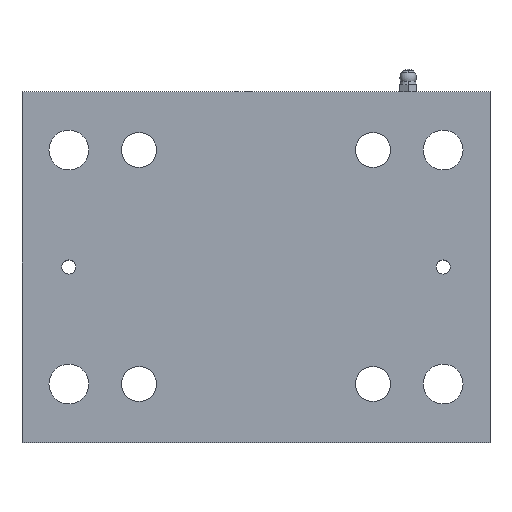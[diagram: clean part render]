
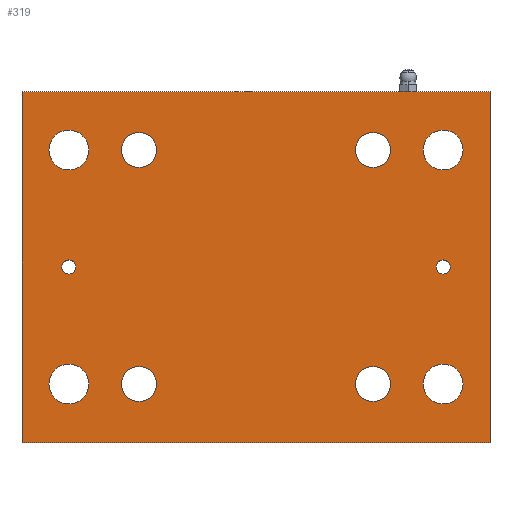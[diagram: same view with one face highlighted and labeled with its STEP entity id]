
A CAD part, top view. The second image highlights one B-rep face of the part: STEP entity #319.
In plain terms, the highlighted planar face has unit normal (0, 0, 1).
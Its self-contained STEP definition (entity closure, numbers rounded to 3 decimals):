
#319=ADVANCED_FACE('',(#590,#591,#592,#593,#594,#595,#596,#597,#598,#599,#600),#601,.T.);
#590=FACE_BOUND('',#920,.T.);
#591=FACE_BOUND('',#921,.T.);
#592=FACE_BOUND('',#922,.T.);
#593=FACE_BOUND('',#923,.T.);
#594=FACE_BOUND('',#924,.T.);
#595=FACE_BOUND('',#925,.T.);
#596=FACE_BOUND('',#926,.T.);
#597=FACE_BOUND('',#927,.T.);
#598=FACE_BOUND('',#928,.T.);
#599=FACE_BOUND('',#929,.T.);
#600=FACE_OUTER_BOUND('',#930,.T.);
#601=PLANE('',#931);
#920=EDGE_LOOP('',(#1821,#1822));
#921=EDGE_LOOP('',(#1823,#1824));
#922=EDGE_LOOP('',(#1825,#1826));
#923=EDGE_LOOP('',(#1827,#1828));
#924=EDGE_LOOP('',(#1829,#1830));
#925=EDGE_LOOP('',(#1831,#1832));
#926=EDGE_LOOP('',(#1833,#1834));
#927=EDGE_LOOP('',(#1835,#1836));
#928=EDGE_LOOP('',(#1837,#1838));
#929=EDGE_LOOP('',(#1839,#1840));
#930=EDGE_LOOP('',(#1841,#1842,#1843,#1844));
#931=AXIS2_PLACEMENT_3D('',#1845,#1846,#1847);
#1821=ORIENTED_EDGE('',*,*,#2398,.T.);
#1822=ORIENTED_EDGE('',*,*,#2402,.T.);
#1823=ORIENTED_EDGE('',*,*,#2394,.T.);
#1824=ORIENTED_EDGE('',*,*,#2404,.T.);
#1825=ORIENTED_EDGE('',*,*,#2390,.T.);
#1826=ORIENTED_EDGE('',*,*,#2406,.T.);
#1827=ORIENTED_EDGE('',*,*,#2386,.T.);
#1828=ORIENTED_EDGE('',*,*,#2408,.T.);
#1829=ORIENTED_EDGE('',*,*,#2382,.T.);
#1830=ORIENTED_EDGE('',*,*,#2410,.T.);
#1831=ORIENTED_EDGE('',*,*,#2378,.T.);
#1832=ORIENTED_EDGE('',*,*,#2412,.T.);
#1833=ORIENTED_EDGE('',*,*,#2374,.T.);
#1834=ORIENTED_EDGE('',*,*,#2414,.T.);
#1835=ORIENTED_EDGE('',*,*,#2370,.T.);
#1836=ORIENTED_EDGE('',*,*,#2416,.T.);
#1837=ORIENTED_EDGE('',*,*,#2366,.T.);
#1838=ORIENTED_EDGE('',*,*,#2418,.T.);
#1839=ORIENTED_EDGE('',*,*,#2362,.T.);
#1840=ORIENTED_EDGE('',*,*,#2420,.T.);
#1841=ORIENTED_EDGE('',*,*,#2421,.T.);
#1842=ORIENTED_EDGE('',*,*,#2422,.T.);
#1843=ORIENTED_EDGE('',*,*,#2423,.T.);
#1844=ORIENTED_EDGE('',*,*,#2424,.T.);
#1845=CARTESIAN_POINT('',(0.0,0.0,20.5));
#1846=DIRECTION('',(0.0,0.0,1.0));
#1847=DIRECTION('',(1.0,0.0,0.0));
#2362=EDGE_CURVE('',#2851,#2848,#2852,.T.);
#2366=EDGE_CURVE('',#2859,#2856,#2860,.T.);
#2370=EDGE_CURVE('',#2867,#2864,#2868,.T.);
#2374=EDGE_CURVE('',#2875,#2872,#2876,.T.);
#2378=EDGE_CURVE('',#2883,#2880,#2884,.T.);
#2382=EDGE_CURVE('',#2891,#2888,#2892,.T.);
#2386=EDGE_CURVE('',#2899,#2896,#2900,.T.);
#2390=EDGE_CURVE('',#2907,#2904,#2908,.T.);
#2394=EDGE_CURVE('',#2915,#2912,#2916,.T.);
#2398=EDGE_CURVE('',#2923,#2920,#2924,.T.);
#2402=EDGE_CURVE('',#2920,#2923,#2929,.T.);
#2404=EDGE_CURVE('',#2912,#2915,#2931,.T.);
#2406=EDGE_CURVE('',#2904,#2907,#2933,.T.);
#2408=EDGE_CURVE('',#2896,#2899,#2935,.T.);
#2410=EDGE_CURVE('',#2888,#2891,#2937,.T.);
#2412=EDGE_CURVE('',#2880,#2883,#2939,.T.);
#2414=EDGE_CURVE('',#2872,#2875,#2941,.T.);
#2416=EDGE_CURVE('',#2864,#2867,#2943,.T.);
#2418=EDGE_CURVE('',#2856,#2859,#2945,.T.);
#2420=EDGE_CURVE('',#2848,#2851,#2947,.T.);
#2421=EDGE_CURVE('',#2948,#2949,#2950,.T.);
#2422=EDGE_CURVE('',#2949,#2951,#2952,.T.);
#2423=EDGE_CURVE('',#2951,#2953,#2954,.T.);
#2424=EDGE_CURVE('',#2953,#2948,#2955,.T.);
#2848=VERTEX_POINT('',#3850);
#2851=VERTEX_POINT('',#3854);
#2852=CIRCLE('',#3855,8.5);
#2856=VERTEX_POINT('',#3860);
#2859=VERTEX_POINT('',#3864);
#2860=CIRCLE('',#3865,8.5);
#2864=VERTEX_POINT('',#3870);
#2867=VERTEX_POINT('',#3874);
#2868=CIRCLE('',#3875,8.5);
#2872=VERTEX_POINT('',#3880);
#2875=VERTEX_POINT('',#3884);
#2876=CIRCLE('',#3885,8.5);
#2880=VERTEX_POINT('',#3890);
#2883=VERTEX_POINT('',#3894);
#2884=CIRCLE('',#3895,3.0);
#2888=VERTEX_POINT('',#3900);
#2891=VERTEX_POINT('',#3904);
#2892=CIRCLE('',#3905,3.0);
#2896=VERTEX_POINT('',#3910);
#2899=VERTEX_POINT('',#3914);
#2900=CIRCLE('',#3915,7.5);
#2904=VERTEX_POINT('',#3920);
#2907=VERTEX_POINT('',#3924);
#2908=CIRCLE('',#3925,7.5);
#2912=VERTEX_POINT('',#3930);
#2915=VERTEX_POINT('',#3934);
#2916=CIRCLE('',#3935,7.5);
#2920=VERTEX_POINT('',#3940);
#2923=VERTEX_POINT('',#3944);
#2924=CIRCLE('',#3945,7.5);
#2929=CIRCLE('',#3951,7.5);
#2931=CIRCLE('',#3953,7.5);
#2933=CIRCLE('',#3955,7.5);
#2935=CIRCLE('',#3957,7.5);
#2937=CIRCLE('',#3959,3.0);
#2939=CIRCLE('',#3961,3.0);
#2941=CIRCLE('',#3963,8.5);
#2943=CIRCLE('',#3965,8.5);
#2945=CIRCLE('',#3967,8.5);
#2947=CIRCLE('',#3969,8.5);
#2948=VERTEX_POINT('',#3970);
#2949=VERTEX_POINT('',#3971);
#2950=LINE('',#3972,#3973);
#2951=VERTEX_POINT('',#3974);
#2952=LINE('',#3975,#3976);
#2953=VERTEX_POINT('',#3977);
#2954=LINE('',#3978,#3979);
#2955=LINE('',#3980,#3981);
#3850=CARTESIAN_POINT('',(-71.5,-50.0,20.5));
#3854=CARTESIAN_POINT('',(-88.5,-50.0,20.5));
#3855=AXIS2_PLACEMENT_3D('',#4810,#4811,#4812);
#3860=CARTESIAN_POINT('',(-71.5,50.0,20.5));
#3864=CARTESIAN_POINT('',(-88.5,50.0,20.5));
#3865=AXIS2_PLACEMENT_3D('',#4818,#4819,#4820);
#3870=CARTESIAN_POINT('',(88.5,-50.0,20.5));
#3874=CARTESIAN_POINT('',(71.5,-50.0,20.5));
#3875=AXIS2_PLACEMENT_3D('',#4826,#4827,#4828);
#3880=CARTESIAN_POINT('',(88.5,50.0,20.5));
#3884=CARTESIAN_POINT('',(71.5,50.0,20.5));
#3885=AXIS2_PLACEMENT_3D('',#4834,#4835,#4836);
#3890=CARTESIAN_POINT('',(-77.0,0.,20.5));
#3894=CARTESIAN_POINT('',(-83.0,0.,20.5));
#3895=AXIS2_PLACEMENT_3D('',#4842,#4843,#4844);
#3900=CARTESIAN_POINT('',(83.0,0.,20.5));
#3904=CARTESIAN_POINT('',(77.0,0.,20.5));
#3905=AXIS2_PLACEMENT_3D('',#4850,#4851,#4852);
#3910=CARTESIAN_POINT('',(-50.0,-42.5,20.5));
#3914=CARTESIAN_POINT('',(-50.0,-57.5,20.5));
#3915=AXIS2_PLACEMENT_3D('',#4858,#4859,#4860);
#3920=CARTESIAN_POINT('',(-50.0,57.5,20.5));
#3924=CARTESIAN_POINT('',(-50.0,42.5,20.5));
#3925=AXIS2_PLACEMENT_3D('',#4866,#4867,#4868);
#3930=CARTESIAN_POINT('',(50.0,-42.5,20.5));
#3934=CARTESIAN_POINT('',(50.0,-57.5,20.5));
#3935=AXIS2_PLACEMENT_3D('',#4874,#4875,#4876);
#3940=CARTESIAN_POINT('',(50.0,57.5,20.5));
#3944=CARTESIAN_POINT('',(50.0,42.5,20.5));
#3945=AXIS2_PLACEMENT_3D('',#4882,#4883,#4884);
#3951=AXIS2_PLACEMENT_3D('',#4892,#4893,#4894);
#3953=AXIS2_PLACEMENT_3D('',#4898,#4899,#4900);
#3955=AXIS2_PLACEMENT_3D('',#4904,#4905,#4906);
#3957=AXIS2_PLACEMENT_3D('',#4910,#4911,#4912);
#3959=AXIS2_PLACEMENT_3D('',#4916,#4917,#4918);
#3961=AXIS2_PLACEMENT_3D('',#4922,#4923,#4924);
#3963=AXIS2_PLACEMENT_3D('',#4928,#4929,#4930);
#3965=AXIS2_PLACEMENT_3D('',#4934,#4935,#4936);
#3967=AXIS2_PLACEMENT_3D('',#4940,#4941,#4942);
#3969=AXIS2_PLACEMENT_3D('',#4946,#4947,#4948);
#3970=CARTESIAN_POINT('',(100.0,-75.0,20.5));
#3971=CARTESIAN_POINT('',(100.0,75.0,20.5));
#3972=CARTESIAN_POINT('',(100.0,0.0,20.5));
#3973=VECTOR('',#4949,1.0);
#3974=CARTESIAN_POINT('',(-100.0,75.0,20.5));
#3975=CARTESIAN_POINT('',(0.0,75.0,20.5));
#3976=VECTOR('',#4950,1.0);
#3977=CARTESIAN_POINT('',(-100.0,-75.0,20.5));
#3978=CARTESIAN_POINT('',(-100.0,0.0,20.5));
#3979=VECTOR('',#4951,1.0);
#3980=CARTESIAN_POINT('',(0.0,-75.0,20.5));
#3981=VECTOR('',#4952,1.0);
#4810=CARTESIAN_POINT('',(-80.0,-50.0,20.5));
#4811=DIRECTION('',(0.0,0.0,-1.0));
#4812=DIRECTION('',(1.0,0.0,0.0));
#4818=CARTESIAN_POINT('',(-80.0,50.0,20.5));
#4819=DIRECTION('',(0.0,0.0,-1.0));
#4820=DIRECTION('',(1.0,0.0,0.0));
#4826=CARTESIAN_POINT('',(80.0,-50.0,20.5));
#4827=DIRECTION('',(0.0,0.0,-1.0));
#4828=DIRECTION('',(1.0,0.0,0.0));
#4834=CARTESIAN_POINT('',(80.0,50.0,20.5));
#4835=DIRECTION('',(0.0,0.0,-1.0));
#4836=DIRECTION('',(1.0,0.0,0.0));
#4842=CARTESIAN_POINT('',(-80.0,0.0,20.5));
#4843=DIRECTION('',(0.0,0.0,-1.0));
#4844=DIRECTION('',(1.0,0.0,0.0));
#4850=CARTESIAN_POINT('',(80.0,0.0,20.5));
#4851=DIRECTION('',(0.0,0.0,-1.0));
#4852=DIRECTION('',(1.0,0.0,0.0));
#4858=CARTESIAN_POINT('',(-50.0,-50.0,20.5));
#4859=DIRECTION('',(0.0,0.0,-1.0));
#4860=DIRECTION('',(0.0,1.0,0.0));
#4866=CARTESIAN_POINT('',(-50.0,50.0,20.5));
#4867=DIRECTION('',(0.0,0.0,-1.0));
#4868=DIRECTION('',(0.0,1.0,0.0));
#4874=CARTESIAN_POINT('',(50.0,-50.0,20.5));
#4875=DIRECTION('',(0.0,0.0,-1.0));
#4876=DIRECTION('',(0.0,1.0,0.0));
#4882=CARTESIAN_POINT('',(50.0,50.0,20.5));
#4883=DIRECTION('',(0.0,0.0,-1.0));
#4884=DIRECTION('',(0.0,1.0,0.0));
#4892=CARTESIAN_POINT('',(50.0,50.0,20.5));
#4893=DIRECTION('',(0.0,0.0,-1.0));
#4894=DIRECTION('',(0.0,1.0,0.0));
#4898=CARTESIAN_POINT('',(50.0,-50.0,20.5));
#4899=DIRECTION('',(0.0,0.0,-1.0));
#4900=DIRECTION('',(0.0,1.0,0.0));
#4904=CARTESIAN_POINT('',(-50.0,50.0,20.5));
#4905=DIRECTION('',(0.0,0.0,-1.0));
#4906=DIRECTION('',(0.0,1.0,0.0));
#4910=CARTESIAN_POINT('',(-50.0,-50.0,20.5));
#4911=DIRECTION('',(0.0,0.0,-1.0));
#4912=DIRECTION('',(0.0,1.0,0.0));
#4916=CARTESIAN_POINT('',(80.0,0.0,20.5));
#4917=DIRECTION('',(0.0,0.0,-1.0));
#4918=DIRECTION('',(1.0,0.0,0.0));
#4922=CARTESIAN_POINT('',(-80.0,0.0,20.5));
#4923=DIRECTION('',(0.0,0.0,-1.0));
#4924=DIRECTION('',(1.0,0.0,0.0));
#4928=CARTESIAN_POINT('',(80.0,50.0,20.5));
#4929=DIRECTION('',(0.0,0.0,-1.0));
#4930=DIRECTION('',(1.0,0.0,0.0));
#4934=CARTESIAN_POINT('',(80.0,-50.0,20.5));
#4935=DIRECTION('',(0.0,0.0,-1.0));
#4936=DIRECTION('',(1.0,0.0,0.0));
#4940=CARTESIAN_POINT('',(-80.0,50.0,20.5));
#4941=DIRECTION('',(0.0,0.0,-1.0));
#4942=DIRECTION('',(1.0,0.0,0.0));
#4946=CARTESIAN_POINT('',(-80.0,-50.0,20.5));
#4947=DIRECTION('',(0.0,0.0,-1.0));
#4948=DIRECTION('',(1.0,0.0,0.0));
#4949=DIRECTION('',(0.0,1.0,0.0));
#4950=DIRECTION('',(-1.0,0.0,0.0));
#4951=DIRECTION('',(0.0,-1.0,0.0));
#4952=DIRECTION('',(1.0,0.0,0.0));
